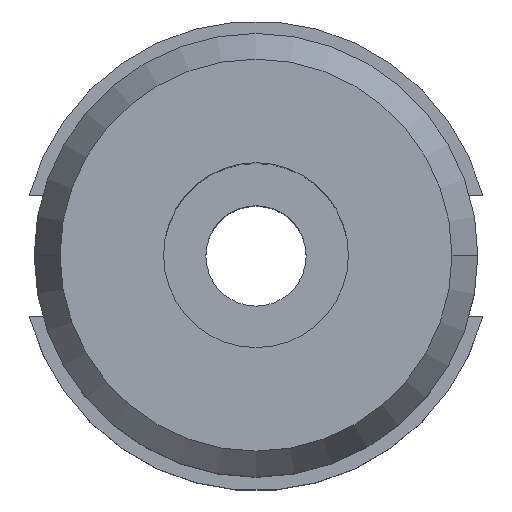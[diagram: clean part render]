
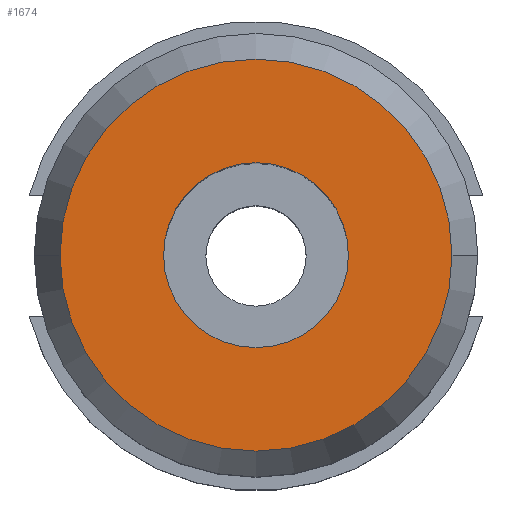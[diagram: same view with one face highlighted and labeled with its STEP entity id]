
A CAD part, top view. The second image highlights one B-rep face of the part: STEP entity #1674.
In plain terms, the highlighted planar face has unit normal (0, 0, 1).
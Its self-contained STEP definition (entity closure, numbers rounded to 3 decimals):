
#8 = CIRCLE ( 'NONE', #134, 26.5 ) ;
#10 = ORIENTED_EDGE ( 'NONE', *, *, #1442, .F. ) ;
#115 = FACE_BOUND ( 'NONE', #627, .T. ) ;
#132 = CARTESIAN_POINT ( 'NONE',  ( 0., 0., 76.2 ) ) ;
#134 = AXIS2_PLACEMENT_3D ( 'NONE', #1291, #688, #1710 ) ;
#147 = VERTEX_POINT ( 'NONE', #1601 ) ;
#194 = ORIENTED_EDGE ( 'NONE', *, *, #1156, .F. ) ;
#195 = DIRECTION ( 'NONE',  ( 0., 0., -1. ) ) ;
#256 = EDGE_CURVE ( 'NONE', #147, #661, #1790, .T. ) ;
#268 = ORIENTED_EDGE ( 'NONE', *, *, #448, .T. ) ;
#307 = DIRECTION ( 'NONE',  ( 1., 0., 0. ) ) ;
#315 = DIRECTION ( 'NONE',  ( 0., 0., 1. ) ) ;
#351 = CARTESIAN_POINT ( 'NONE',  ( 0., 26.5, 76.2 ) ) ;
#382 = CIRCLE ( 'NONE', #1353, 26.5 ) ;
#448 = EDGE_CURVE ( 'NONE', #661, #147, #1684, .T. ) ;
#466 = CARTESIAN_POINT ( 'NONE',  ( -12.5, 0., 76.2 ) ) ;
#504 = AXIS2_PLACEMENT_3D ( 'NONE', #1039, #195, #1190 ) ;
#563 = CARTESIAN_POINT ( 'NONE',  ( 0., 0., 76.2 ) ) ;
#611 = ORIENTED_EDGE ( 'NONE', *, *, #256, .T. ) ;
#616 = CARTESIAN_POINT ( 'NONE',  ( -26.5, 0., 76.2 ) ) ;
#620 = VERTEX_POINT ( 'NONE', #616 ) ;
#627 = EDGE_LOOP ( 'NONE', ( #268, #611 ) ) ;
#661 = VERTEX_POINT ( 'NONE', #466 ) ;
#688 = DIRECTION ( 'NONE',  ( 0., 0., -1. ) ) ;
#820 = FACE_OUTER_BOUND ( 'NONE', #1467, .T. ) ;
#1039 = CARTESIAN_POINT ( 'NONE',  ( 0., 0., 76.2 ) ) ;
#1115 = DIRECTION ( 'NONE',  ( 0., 0., -1. ) ) ;
#1156 = EDGE_CURVE ( 'NONE', #620, #1279, #382, .T. ) ;
#1175 = CARTESIAN_POINT ( 'NONE',  ( 26.5, 0., 76.2 ) ) ;
#1190 = DIRECTION ( 'NONE',  ( -1., 0., 0. ) ) ;
#1206 = PLANE ( 'NONE',  #1680 ) ;
#1279 = VERTEX_POINT ( 'NONE', #1175 ) ;
#1291 = CARTESIAN_POINT ( 'NONE',  ( 0., 0., 76.2 ) ) ;
#1349 = DIRECTION ( 'NONE',  ( -1., 0., 0. ) ) ;
#1353 = AXIS2_PLACEMENT_3D ( 'NONE', #563, #1528, #1349 ) ;
#1442 = EDGE_CURVE ( 'NONE', #1279, #620, #8, .T. ) ;
#1467 = EDGE_LOOP ( 'NONE', ( #194, #10 ) ) ;
#1528 = DIRECTION ( 'NONE',  ( 0., 0., -1. ) ) ;
#1601 = CARTESIAN_POINT ( 'NONE',  ( 12.5, 0., 76.2 ) ) ;
#1674 = ADVANCED_FACE ( 'NONE', ( #115, #820 ), #1206, .T. ) ;
#1680 = AXIS2_PLACEMENT_3D ( 'NONE', #351, #315, #307 ) ;
#1684 = CIRCLE ( 'NONE', #504, 12.5 ) ;
#1690 = AXIS2_PLACEMENT_3D ( 'NONE', #132, #1115, #1856 ) ;
#1710 = DIRECTION ( 'NONE',  ( -1., 0., 0. ) ) ;
#1790 = CIRCLE ( 'NONE', #1690, 12.5 ) ;
#1856 = DIRECTION ( 'NONE',  ( -1., 0., 0. ) ) ;
